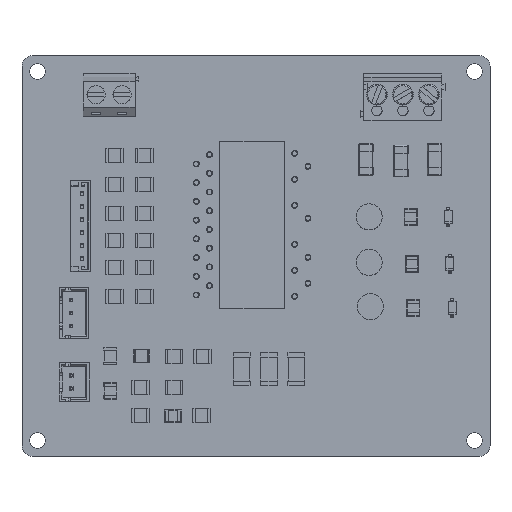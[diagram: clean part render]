
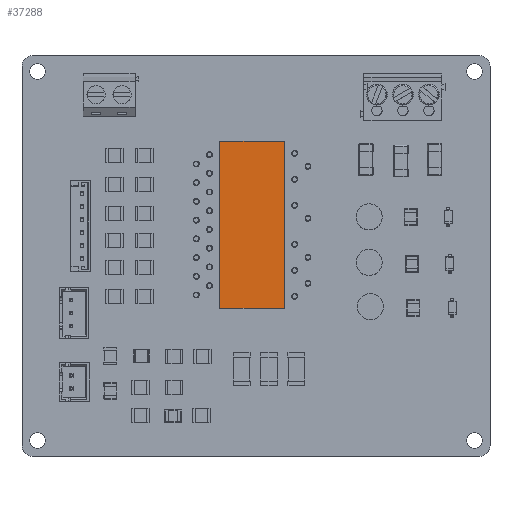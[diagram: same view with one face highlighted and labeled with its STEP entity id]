
A CAD part, top view. The second image highlights one B-rep face of the part: STEP entity #37288.
In plain terms, the highlighted planar face has unit normal (0, 0, 1).
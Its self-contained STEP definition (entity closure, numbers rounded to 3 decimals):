
#37159 = VERTEX_POINT('',#37160);
#37160 = CARTESIAN_POINT('',(-16.075,6.225,5.));
#37166 = EDGE_CURVE('',#37159,#37167,#37169,.T.);
#37167 = VERTEX_POINT('',#37168);
#37168 = CARTESIAN_POINT('',(16.075,6.225,5.));
#37169 = LINE('',#37170,#37171);
#37170 = CARTESIAN_POINT('',(-16.075,6.225,5.));
#37171 = VECTOR('',#37172,1.);
#37172 = DIRECTION('',(1.,0.,0.));
#37197 = EDGE_CURVE('',#37167,#37198,#37200,.T.);
#37198 = VERTEX_POINT('',#37199);
#37199 = CARTESIAN_POINT('',(16.075,-6.225,5.));
#37200 = LINE('',#37201,#37202);
#37201 = CARTESIAN_POINT('',(16.075,6.225,5.));
#37202 = VECTOR('',#37203,1.);
#37203 = DIRECTION('',(0.,-1.,0.));
#37228 = EDGE_CURVE('',#37198,#37229,#37231,.T.);
#37229 = VERTEX_POINT('',#37230);
#37230 = CARTESIAN_POINT('',(-16.075,-6.225,5.));
#37231 = LINE('',#37232,#37233);
#37232 = CARTESIAN_POINT('',(16.075,-6.225,5.));
#37233 = VECTOR('',#37234,1.);
#37234 = DIRECTION('',(-1.,0.,0.));
#37259 = EDGE_CURVE('',#37229,#37159,#37260,.T.);
#37260 = LINE('',#37261,#37262);
#37261 = CARTESIAN_POINT('',(-16.075,-6.225,5.));
#37262 = VECTOR('',#37263,1.);
#37263 = DIRECTION('',(0.,1.,0.));
#37288 = ADVANCED_FACE('',(#37289),#37295,.F.);
#37289 = FACE_BOUND('',#37290,.F.);
#37290 = EDGE_LOOP('',(#37291,#37292,#37293,#37294));
#37291 = ORIENTED_EDGE('',*,*,#37166,.T.);
#37292 = ORIENTED_EDGE('',*,*,#37197,.T.);
#37293 = ORIENTED_EDGE('',*,*,#37228,.T.);
#37294 = ORIENTED_EDGE('',*,*,#37259,.T.);
#37295 = PLANE('',#37296);
#37296 = AXIS2_PLACEMENT_3D('',#37297,#37298,#37299);
#37297 = CARTESIAN_POINT('',(0.,0.,5.));
#37298 = DIRECTION('',(-0.,-0.,-1.));
#37299 = DIRECTION('',(-1.,0.,0.));
